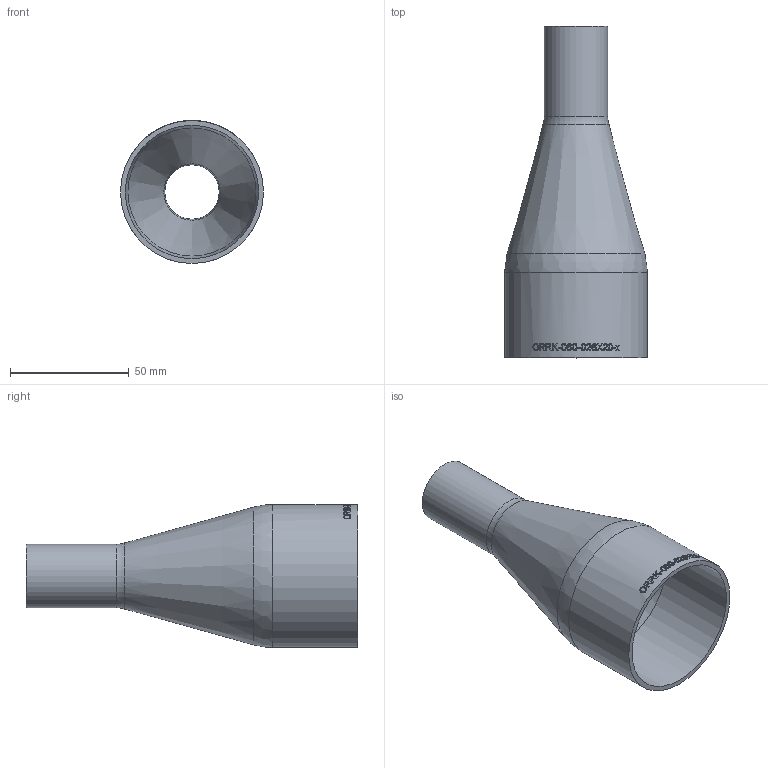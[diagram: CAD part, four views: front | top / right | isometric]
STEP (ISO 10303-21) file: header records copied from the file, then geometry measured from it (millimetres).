
FILE_DESCRIPTION (( 'STEP AP214' ), '1' );
FILE_NAME ('ORRK-060-026X20-x Reduzierung orbital ISO Koncenter 2008.STEP', '2020-08-14T12:01:03', ( '' ), ( '' ), 'SwSTEP 2.0', 'SolidWorks 2019', '' );
FILE_SCHEMA (( 'AUTOMOTIVE_DESIGN' ));
Length unit declared in the file: millimetre
Products named in the file (1): ORRK-060-026X20-x Reduzierung orbital ISO Koncenter 2008
Bounding box: 60.3 x 140 x 60.3 mm (x, y, z)
Volume: 36583 mm3; surface area: 37690.5 mm2
Topology: 1 solids, 1 shells, 237 faces, 619 edges, 410 vertices
Faces by surface type: bspline 148, plane 53, cylinder 30, torus 4, cone 2
Full cylindrical faces by diameter (mm): 22.9 x1, 26.9 x1, 56.3 x1, 60.3 x1
Entity records: 28681 total; most frequent: CARTESIAN_POINT 21755, ORIENTED_EDGE 1218, EDGE_CURVE 609, B_SPLINE_CURVE_WITH_KNOTS 463, VERTEX_POINT 410, DIRECTION 406, EDGE_LOOP 275, FACE_OUTER_BOUND 245
